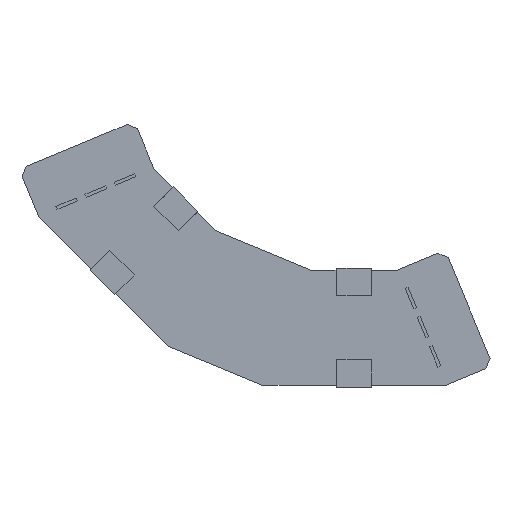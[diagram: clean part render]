
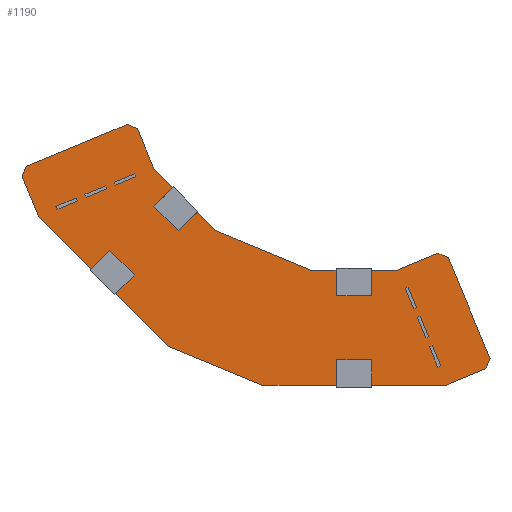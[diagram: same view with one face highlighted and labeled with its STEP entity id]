
A CAD part, top view. The second image highlights one B-rep face of the part: STEP entity #1190.
In plain terms, the highlighted planar face has unit normal (0, 0, 1).
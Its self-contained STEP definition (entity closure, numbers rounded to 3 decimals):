
#50=FACE_OUTER_BOUND('',#114,.T.);
#114=EDGE_LOOP('',(#867,#868,#869,#870,#871,#872,#873,#874,#875,#876,#877,
#878,#879,#880,#881,#882));
#195=LINE('',#1699,#368);
#213=LINE('',#1735,#386);
#215=LINE('',#1739,#388);
#216=LINE('',#1741,#389);
#217=LINE('',#1743,#390);
#218=LINE('',#1745,#391);
#219=LINE('',#1746,#392);
#220=LINE('',#1748,#393);
#221=LINE('',#1750,#394);
#222=LINE('',#1752,#395);
#223=LINE('',#1754,#396);
#224=LINE('',#1756,#397);
#225=LINE('',#1758,#398);
#226=LINE('',#1760,#399);
#227=LINE('',#1762,#400);
#228=LINE('',#1763,#401);
#368=VECTOR('',#1376,1.);
#386=VECTOR('',#1398,1.);
#388=VECTOR('',#1402,1.);
#389=VECTOR('',#1403,1.);
#390=VECTOR('',#1404,1.);
#391=VECTOR('',#1405,1.);
#392=VECTOR('',#1406,10.);
#393=VECTOR('',#1407,1.);
#394=VECTOR('',#1408,1.);
#395=VECTOR('',#1409,1.);
#396=VECTOR('',#1410,1.);
#397=VECTOR('',#1411,1.);
#398=VECTOR('',#1412,1.);
#399=VECTOR('',#1413,10.);
#400=VECTOR('',#1414,1.);
#401=VECTOR('',#1415,1.);
#541=VERTEX_POINT('',#1696);
#542=VERTEX_POINT('',#1698);
#557=VERTEX_POINT('',#1732);
#558=VERTEX_POINT('',#1734);
#559=VERTEX_POINT('',#1738);
#560=VERTEX_POINT('',#1740);
#561=VERTEX_POINT('',#1742);
#562=VERTEX_POINT('',#1744);
#563=VERTEX_POINT('',#1747);
#564=VERTEX_POINT('',#1749);
#565=VERTEX_POINT('',#1751);
#566=VERTEX_POINT('',#1753);
#567=VERTEX_POINT('',#1755);
#568=VERTEX_POINT('',#1757);
#569=VERTEX_POINT('',#1759);
#570=VERTEX_POINT('',#1761);
#672=EDGE_CURVE('',#541,#542,#195,.T.);
#690=EDGE_CURVE('',#558,#557,#213,.T.);
#692=EDGE_CURVE('',#541,#559,#215,.T.);
#693=EDGE_CURVE('',#559,#560,#216,.T.);
#694=EDGE_CURVE('',#560,#561,#217,.T.);
#695=EDGE_CURVE('',#562,#561,#218,.T.);
#696=EDGE_CURVE('',#562,#558,#219,.T.);
#697=EDGE_CURVE('',#557,#563,#220,.T.);
#698=EDGE_CURVE('',#564,#563,#221,.T.);
#699=EDGE_CURVE('',#565,#564,#222,.T.);
#700=EDGE_CURVE('',#565,#566,#223,.T.);
#701=EDGE_CURVE('',#567,#566,#224,.T.);
#702=EDGE_CURVE('',#568,#567,#225,.T.);
#703=EDGE_CURVE('',#569,#568,#226,.T.);
#704=EDGE_CURVE('',#569,#570,#227,.T.);
#705=EDGE_CURVE('',#570,#542,#228,.T.);
#867=ORIENTED_EDGE('',*,*,#672,.F.);
#868=ORIENTED_EDGE('',*,*,#692,.T.);
#869=ORIENTED_EDGE('',*,*,#693,.T.);
#870=ORIENTED_EDGE('',*,*,#694,.T.);
#871=ORIENTED_EDGE('',*,*,#695,.F.);
#872=ORIENTED_EDGE('',*,*,#696,.T.);
#873=ORIENTED_EDGE('',*,*,#690,.T.);
#874=ORIENTED_EDGE('',*,*,#697,.T.);
#875=ORIENTED_EDGE('',*,*,#698,.F.);
#876=ORIENTED_EDGE('',*,*,#699,.F.);
#877=ORIENTED_EDGE('',*,*,#700,.T.);
#878=ORIENTED_EDGE('',*,*,#701,.F.);
#879=ORIENTED_EDGE('',*,*,#702,.F.);
#880=ORIENTED_EDGE('',*,*,#703,.F.);
#881=ORIENTED_EDGE('',*,*,#704,.T.);
#882=ORIENTED_EDGE('',*,*,#705,.T.);
#1126=PLANE('',#1279);
#1190=ADVANCED_FACE('',(#50),#1126,.T.);
#1279=AXIS2_PLACEMENT_3D('',#1737,#1400,#1401);
#1376=DIRECTION('',(-1.,0.,0.));
#1398=DIRECTION('',(-1.,0.,0.));
#1400=DIRECTION('center_axis',(0.,0.,1.));
#1401=DIRECTION('ref_axis',(0.707,-0.707,0.));
#1402=DIRECTION('',(0.924,0.383,0.));
#1403=DIRECTION('',(0.383,0.924,0.));
#1404=DIRECTION('',(-0.383,0.924,0.));
#1405=DIRECTION('',(0.924,-0.383,0.));
#1406=DIRECTION('',(-0.924,-0.383,0.));
#1407=DIRECTION('',(-0.924,0.383,0.));
#1408=DIRECTION('',(0.707,-0.707,0.));
#1409=DIRECTION('',(0.383,-0.924,0.));
#1410=DIRECTION('',(-0.924,0.383,0.));
#1411=DIRECTION('',(0.924,0.383,0.));
#1412=DIRECTION('',(0.383,0.924,0.));
#1413=DIRECTION('',(-0.383,0.924,0.));
#1414=DIRECTION('',(0.707,-0.707,0.));
#1415=DIRECTION('',(0.924,-0.383,0.));
#1696=CARTESIAN_POINT('',(250.973,-24.843,0.8));
#1698=CARTESIAN_POINT('',(135.609,-24.843,0.8));
#1699=CARTESIAN_POINT('',(198.891,-24.843,0.8));
#1732=CARTESIAN_POINT('',(165.841,48.144,0.8));
#1734=CARTESIAN_POINT('',(220.741,48.144,0.8));
#1735=CARTESIAN_POINT('',(173.466,48.144,0.8));
#1737=CARTESIAN_POINT('Origin',(86.194,92.505,0.8));
#1738=CARTESIAN_POINT('',(276.472,-14.28,0.8));
#1739=CARTESIAN_POINT('',(263.722,-19.562,0.8));
#1740=CARTESIAN_POINT('',(279.178,-7.748,0.8));
#1741=CARTESIAN_POINT('',(277.825,-11.014,0.8));
#1742=CARTESIAN_POINT('',(252.773,56.,0.8));
#1743=CARTESIAN_POINT('',(265.975,24.126,0.8));
#1744=CARTESIAN_POINT('',(246.24,58.706,0.8));
#1745=CARTESIAN_POINT('',(249.506,57.353,0.8));
#1746=CARTESIAN_POINT('',(246.24,58.706,0.8));
#1747=CARTESIAN_POINT('',(105.604,73.095,0.8));
#1748=CARTESIAN_POINT('',(150.782,54.382,0.8));
#1749=CARTESIAN_POINT('',(66.784,111.915,0.8));
#1750=CARTESIAN_POINT('',(100.212,78.487,0.8));
#1751=CARTESIAN_POINT('',(56.222,137.414,0.8));
#1752=CARTESIAN_POINT('',(61.503,124.665,0.8));
#1753=CARTESIAN_POINT('',(49.689,140.12,0.8));
#1754=CARTESIAN_POINT('',(52.955,138.767,0.8));
#1755=CARTESIAN_POINT('',(-14.059,113.715,0.8));
#1756=CARTESIAN_POINT('',(17.815,126.918,0.8));
#1757=CARTESIAN_POINT('',(-16.765,107.182,0.8));
#1758=CARTESIAN_POINT('',(-15.412,110.449,0.8));
#1759=CARTESIAN_POINT('',(-6.203,81.683,0.8));
#1760=CARTESIAN_POINT('',(-6.203,81.683,0.8));
#1761=CARTESIAN_POINT('',(75.372,0.108,0.8));
#1762=CARTESIAN_POINT('',(59.292,16.189,0.8));
#1763=CARTESIAN_POINT('',(120.55,-18.605,0.8));
